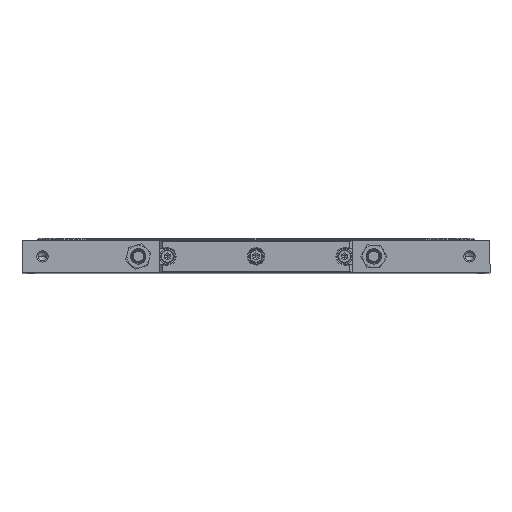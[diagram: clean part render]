
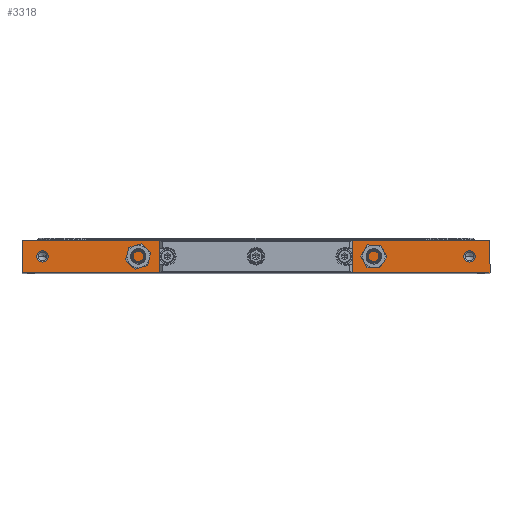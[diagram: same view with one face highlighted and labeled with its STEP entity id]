
A CAD part, top view. The second image highlights one B-rep face of the part: STEP entity #3318.
In plain terms, the highlighted planar face has unit normal (0, 0, 1).
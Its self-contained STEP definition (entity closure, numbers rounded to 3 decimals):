
#78 = CIRCLE ( 'NONE', #199, 5.5 ) ;
#79 = DIRECTION ( 'NONE',  ( 1., 0., 0. ) ) ;
#80 = DIRECTION ( 'NONE',  ( 0., 0., 1. ) ) ;
#92 = DIRECTION ( 'NONE',  ( 0., 1., 0. ) ) ;
#93 = VECTOR ( 'NONE', #92, 1000. ) ;
#94 = CARTESIAN_POINT ( 'NONE',  ( 228.5, -16.3, 0. ) ) ;
#95 = LINE ( 'NONE', #94, #93 ) ;
#106 = CARTESIAN_POINT ( 'NONE',  ( 208.5, 0., 0. ) ) ;
#112 = AXIS2_PLACEMENT_3D ( 'NONE', #106, #80, #79 ) ;
#113 = CIRCLE ( 'NONE', #112, 5.5 ) ;
#128 = CARTESIAN_POINT ( 'NONE',  ( -228.5, -16., 0. ) ) ;
#129 = CARTESIAN_POINT ( 'NONE',  ( -208.5, 0., 0. ) ) ;
#130 = DIRECTION ( 'NONE',  ( -1., 0., 0. ) ) ;
#131 = VECTOR ( 'NONE', #130, 1000. ) ;
#132 = DIRECTION ( 'NONE',  ( 1., 0., 0. ) ) ;
#157 = DIRECTION ( 'NONE',  ( 0., 0., 1. ) ) ;
#166 = FACE_OUTER_BOUND ( 'NONE', #3281, .T. ) ;
#167 = FACE_BOUND ( 'NONE', #3315, .T. ) ;
#168 = DIRECTION ( 'NONE',  ( 0., -1., 0. ) ) ;
#169 = VECTOR ( 'NONE', #168, 1000. ) ;
#171 = CARTESIAN_POINT ( 'NONE',  ( -228.5, -16., 0. ) ) ;
#173 = LINE ( 'NONE', #128, #131 ) ;
#174 = FACE_BOUND ( 'NONE', #3269, .T. ) ;
#193 = CARTESIAN_POINT ( 'NONE',  ( -228.5, -16.3, 0. ) ) ;
#194 = PLANE ( 'NONE',  #208 ) ;
#199 = AXIS2_PLACEMENT_3D ( 'NONE', #129, #157, #132 ) ;
#205 = DIRECTION ( 'NONE',  ( -1., 0., 0. ) ) ;
#206 = DIRECTION ( 'NONE',  ( 0., 0., -1. ) ) ;
#207 = CARTESIAN_POINT ( 'NONE',  ( -272.941, -32.7, 0. ) ) ;
#208 = AXIS2_PLACEMENT_3D ( 'NONE', #207, #206, #205 ) ;
#213 = LINE ( 'NONE', #193, #169 ) ;
#418 = CARTESIAN_POINT ( 'NONE',  ( 228.5, -16., 0. ) ) ;
#1524 = VERTEX_POINT ( 'NONE', #11466 ) ;
#1551 = VERTEX_POINT ( 'NONE', #11549 ) ;
#1571 = EDGE_CURVE ( 'NONE', #1577, #1576, #11503, .T. ) ;
#1576 = VERTEX_POINT ( 'NONE', #11599 ) ;
#1577 = VERTEX_POINT ( 'NONE', #11592 ) ;
#1602 = EDGE_CURVE ( 'NONE', #1524, #1551, #11591, .T. ) ;
#1658 = EDGE_CURVE ( 'NONE', #1728, #1660, #11630, .T. ) ;
#1660 = VERTEX_POINT ( 'NONE', #11724 ) ;
#1728 = VERTEX_POINT ( 'NONE', #11852 ) ;
#3260 = ORIENTED_EDGE ( 'NONE', *, *, #3270, .F. ) ;
#3261 = EDGE_CURVE ( 'NONE', #3399, #1576, #95, .T. ) ;
#3269 = EDGE_LOOP ( 'NONE', ( #3273, #3314 ) ) ;
#3270 = EDGE_CURVE ( 'NONE', #1551, #1524, #113, .T. ) ;
#3271 = ORIENTED_EDGE ( 'NONE', *, *, #3261, .T. ) ;
#3273 = ORIENTED_EDGE ( 'NONE', *, *, #3274, .F. ) ;
#3274 = EDGE_CURVE ( 'NONE', #1660, #1728, #78, .T. ) ;
#3276 = EDGE_CURVE ( 'NONE', #3399, #3278, #173, .T. ) ;
#3278 = VERTEX_POINT ( 'NONE', #171 ) ;
#3280 = ORIENTED_EDGE ( 'NONE', *, *, #1602, .F. ) ;
#3281 = EDGE_LOOP ( 'NONE', ( #3316, #3283, #3271, #3284 ) ) ;
#3283 = ORIENTED_EDGE ( 'NONE', *, *, #3276, .F. ) ;
#3284 = ORIENTED_EDGE ( 'NONE', *, *, #1571, .F. ) ;
#3314 = ORIENTED_EDGE ( 'NONE', *, *, #1658, .F. ) ;
#3315 = EDGE_LOOP ( 'NONE', ( #3260, #3280 ) ) ;
#3316 = ORIENTED_EDGE ( 'NONE', *, *, #3317, .T. ) ;
#3317 = EDGE_CURVE ( 'NONE', #1577, #3278, #213, .T. ) ;
#3318 = ADVANCED_FACE ( 'NONE', ( #174, #167, #166 ), #194, .F. ) ;
#3399 = VERTEX_POINT ( 'NONE', #418 ) ;
#11466 = CARTESIAN_POINT ( 'NONE',  ( 203., 0., 0. ) ) ;
#11499 = DIRECTION ( 'NONE',  ( 0., 0., 1. ) ) ;
#11500 = DIRECTION ( 'NONE',  ( 1., 0., 0. ) ) ;
#11501 = VECTOR ( 'NONE', #11500, 1000. ) ;
#11502 = CARTESIAN_POINT ( 'NONE',  ( -228.5, 16., 0. ) ) ;
#11503 = LINE ( 'NONE', #11502, #11501 ) ;
#11549 = CARTESIAN_POINT ( 'NONE',  ( 214., 0., 0. ) ) ;
#11587 = DIRECTION ( 'NONE',  ( 1., 0., 0. ) ) ;
#11588 = DIRECTION ( 'NONE',  ( 0., 0., 1. ) ) ;
#11589 = CARTESIAN_POINT ( 'NONE',  ( 208.5, 0., 0. ) ) ;
#11590 = AXIS2_PLACEMENT_3D ( 'NONE', #11589, #11588, #11587 ) ;
#11591 = CIRCLE ( 'NONE', #11590, 5.5 ) ;
#11592 = CARTESIAN_POINT ( 'NONE',  ( -228.5, 16., 0. ) ) ;
#11599 = CARTESIAN_POINT ( 'NONE',  ( 228.5, 16., 0. ) ) ;
#11619 = DIRECTION ( 'NONE',  ( 1., 0., 0. ) ) ;
#11628 = CARTESIAN_POINT ( 'NONE',  ( -208.5, 0., 0. ) ) ;
#11629 = AXIS2_PLACEMENT_3D ( 'NONE', #11628, #11499, #11619 ) ;
#11630 = CIRCLE ( 'NONE', #11629, 5.5 ) ;
#11724 = CARTESIAN_POINT ( 'NONE',  ( -203., 0., 0. ) ) ;
#11852 = CARTESIAN_POINT ( 'NONE',  ( -214., 0., 0. ) ) ;
